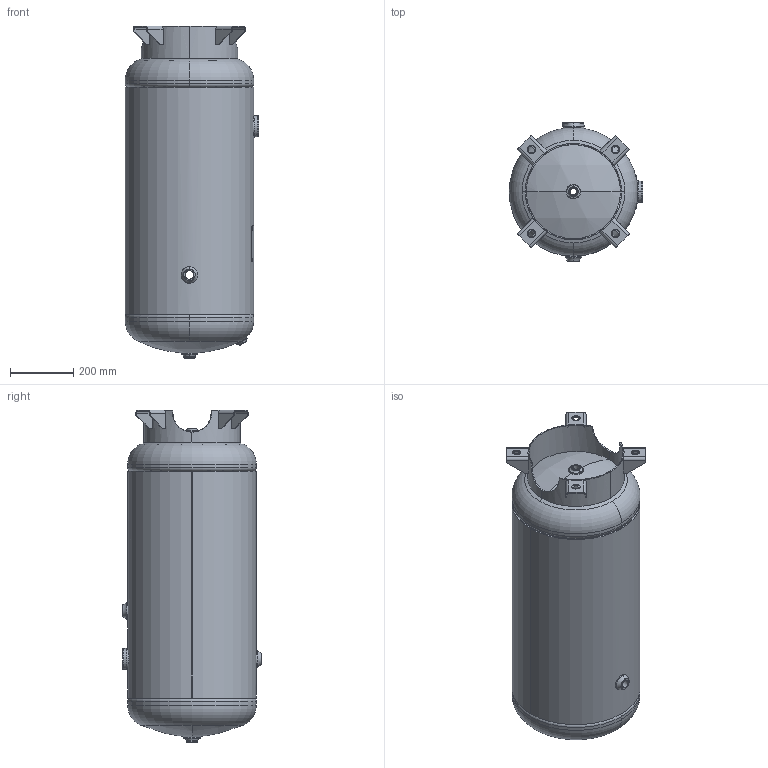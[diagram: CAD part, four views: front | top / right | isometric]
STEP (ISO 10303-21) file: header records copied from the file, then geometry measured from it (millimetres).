
FILE_DESCRIPTION (( 'STEP AP203' ), '1' );
FILE_NAME ('302407.STEP', '2012-02-03T23:32:05', ( '' ), ( '' ), 'SwSTEP 2.0', 'SolidWorks 2011', '' );
FILE_SCHEMA (( 'CONFIG_CONTROL_DESIGN' ));
Length unit declared in the file: inch
Products named in the file (1): 302407
Bounding box: 422.78 x 439.67 x 1050.17 mm (x, y, z)
Surface area: 2731887.2 mm2 (no closed solid volume)
Topology: 0 solids, 23 shells, 253 faces, 660 edges, 428 vertices
Faces by surface type: plane 97, cylinder 73, torus 60, bspline 19, sphere 4
Full cylindrical faces by diameter (mm): 397.205 x1, 406.4 x1
Entity records: 11179 total; most frequent: CARTESIAN_POINT 4997, DIRECTION 1316, ORIENTED_EDGE 1145, EDGE_CURVE 660, AXIS2_PLACEMENT_3D 528, VERTEX_POINT 428, CIRCLE 293, EDGE_LOOP 287
